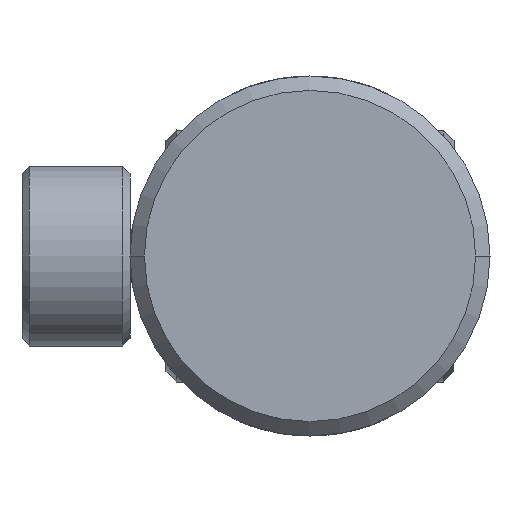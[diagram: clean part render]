
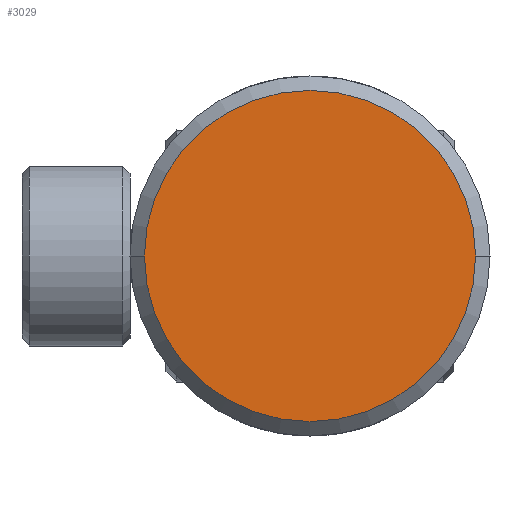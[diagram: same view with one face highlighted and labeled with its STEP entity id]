
A CAD part, left-side view. The second image highlights one B-rep face of the part: STEP entity #3029.
In plain terms, the highlighted planar face has unit normal (-1, 0, 0).
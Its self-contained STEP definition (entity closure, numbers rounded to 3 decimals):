
#96 = EDGE_CURVE ( 'NONE', #367, #254, #2604, .T. ) ;
#254 = VERTEX_POINT ( 'NONE', #2481 ) ;
#367 = VERTEX_POINT ( 'NONE', #1339 ) ;
#459 = ORIENTED_EDGE ( 'NONE', *, *, #96, .F. ) ;
#1193 = CARTESIAN_POINT ( 'NONE',  ( 0., 0., 0. ) ) ;
#1202 = DIRECTION ( 'NONE',  ( 0., -1., 0. ) ) ;
#1221 = AXIS2_PLACEMENT_3D ( 'NONE', #4160, #3169, #1202 ) ;
#1339 = CARTESIAN_POINT ( 'NONE',  ( 0., -23., 0. ) ) ;
#1430 = FACE_OUTER_BOUND ( 'NONE', #2139, .T. ) ;
#1530 = DIRECTION ( 'NONE',  ( 0., 1., 0. ) ) ;
#1591 = AXIS2_PLACEMENT_3D ( 'NONE', #1708, #4021, #2054 ) ;
#1708 = CARTESIAN_POINT ( 'NONE',  ( 0., 0., 0. ) ) ;
#2054 = DIRECTION ( 'NONE',  ( 0., 1., 0. ) ) ;
#2139 = EDGE_LOOP ( 'NONE', ( #3510, #459 ) ) ;
#2339 = EDGE_CURVE ( 'NONE', #254, #367, #4172, .T. ) ;
#2481 = CARTESIAN_POINT ( 'NONE',  ( 0., 23., 0. ) ) ;
#2604 = CIRCLE ( 'NONE', #3147, 23. ) ;
#2850 = PLANE ( 'NONE',  #1221 ) ;
#3029 = ADVANCED_FACE ( 'NONE', ( #1430 ), #2850, .T. ) ;
#3147 = AXIS2_PLACEMENT_3D ( 'NONE', #1193, #3489, #1530 ) ;
#3169 = DIRECTION ( 'NONE',  ( -1., 0., 0. ) ) ;
#3489 = DIRECTION ( 'NONE',  ( 1., 0., 0. ) ) ;
#3510 = ORIENTED_EDGE ( 'NONE', *, *, #2339, .F. ) ;
#4021 = DIRECTION ( 'NONE',  ( 1., 0., 0. ) ) ;
#4160 = CARTESIAN_POINT ( 'NONE',  ( 0., 0., 0. ) ) ;
#4172 = CIRCLE ( 'NONE', #1591, 23. ) ;
